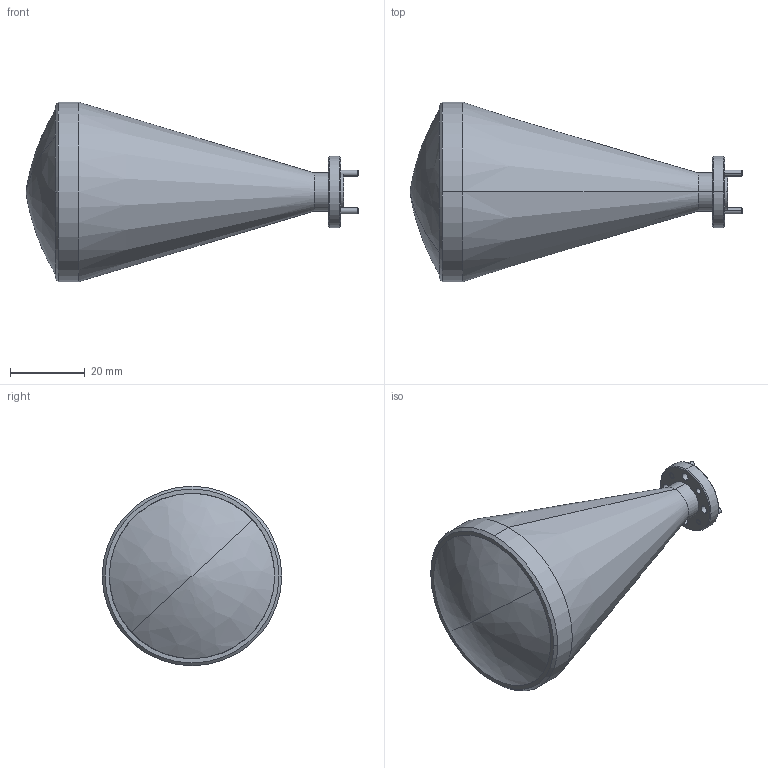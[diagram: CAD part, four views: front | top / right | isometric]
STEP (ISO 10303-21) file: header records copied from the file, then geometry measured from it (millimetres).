
FILE_DESCRIPTION (( 'STEP AP203' ), '1' );
FILE_NAME ('DMAL-10-431-1 Rev 1.2, DF.STEP', '2017-02-23T01:44:43', ( '' ), ( '' ), 'SwSTEP 2.0', 'SolidWorks 2013', '' );
FILE_SCHEMA (( 'CONFIG_CONTROL_DESIGN' ));
Length unit declared in the file: inch
Products named in the file (1): DMAL-10-431-1 Rev 1.2, DF
Bounding box: 88.77 x 48.01 x 48.01 mm (x, y, z)
Volume: 65927.7 mm3; surface area: 12953.7 mm2
Topology: 4 solids, 4 shells, 82 faces, 184 edges, 115 vertices
Faces by surface type: cylinder 38, cone 24, plane 18, bspline 2
Entity records: 2429 total; most frequent: DIRECTION 452, CARTESIAN_POINT 410, ORIENTED_EDGE 364, AXIS2_PLACEMENT_3D 189, EDGE_CURVE 182, VERTEX_POINT 115, CIRCLE 108, EDGE_LOOP 105
